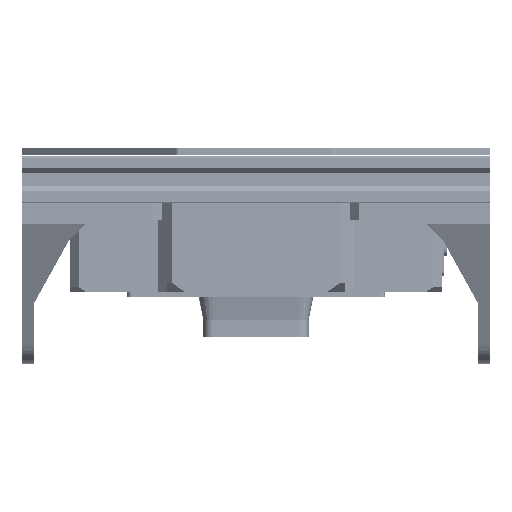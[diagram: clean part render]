
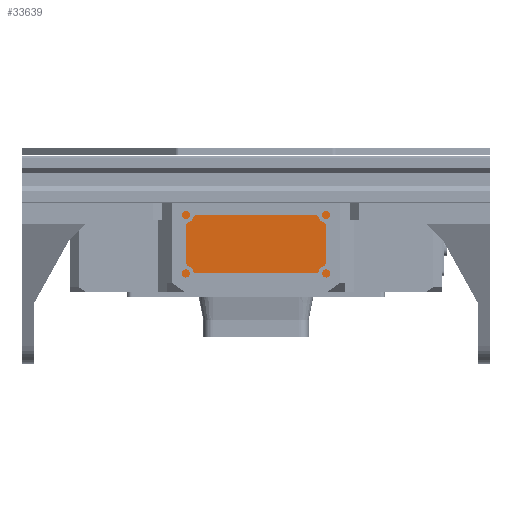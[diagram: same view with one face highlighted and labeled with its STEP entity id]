
A CAD part, left-side view. The second image highlights one B-rep face of the part: STEP entity #33639.
In plain terms, the highlighted planar face has unit normal (-1, 0, 0).
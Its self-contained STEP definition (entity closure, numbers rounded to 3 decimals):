
#5145=FACE_OUTER_BOUND('',#6969,.T.);
#6969=EDGE_LOOP('',(#25150,#25151,#25152,#25153));
#10205=LINE('',#51849,#12931);
#10222=LINE('',#51882,#12948);
#10229=LINE('',#52139,#12955);
#10230=LINE('',#52140,#12956);
#12931=VECTOR('',#39630,10.);
#12948=VECTOR('',#39649,10.);
#12955=VECTOR('',#39900,10.);
#12956=VECTOR('',#39901,10.);
#15744=VERTEX_POINT('',#51846);
#15745=VERTEX_POINT('',#51848);
#15760=VERTEX_POINT('',#51880);
#15888=VERTEX_POINT('',#52138);
#19255=EDGE_CURVE('',#15745,#15744,#10205,.T.);
#19272=EDGE_CURVE('',#15760,#15744,#10222,.T.);
#19400=EDGE_CURVE('',#15760,#15888,#10229,.T.);
#19401=EDGE_CURVE('',#15745,#15888,#10230,.T.);
#25150=ORIENTED_EDGE('',*,*,#19255,.T.);
#25151=ORIENTED_EDGE('',*,*,#19272,.F.);
#25152=ORIENTED_EDGE('',*,*,#19400,.T.);
#25153=ORIENTED_EDGE('',*,*,#19401,.F.);
#32792=PLANE('',#35562);
#33639=ADVANCED_FACE('',(#5145),#32792,.F.);
#35562=AXIS2_PLACEMENT_3D('',#52137,#39898,#39899);
#39630=DIRECTION('',(0.,0.,-1.));
#39649=DIRECTION('',(0.,1.,0.));
#39898=DIRECTION('center_axis',(1.,0.,0.));
#39899=DIRECTION('ref_axis',(0.,-1.,0.));
#39900=DIRECTION('',(0.,0.,1.));
#39901=DIRECTION('',(0.,-1.,0.));
#51846=CARTESIAN_POINT('',(-3.427,75.5,-36.));
#51848=CARTESIAN_POINT('',(-3.427,75.5,0.));
#51849=CARTESIAN_POINT('',(-3.427,75.5,-23.));
#51880=CARTESIAN_POINT('',(-3.427,-75.5,-36.));
#51882=CARTESIAN_POINT('',(-3.427,38.75,-36.));
#52137=CARTESIAN_POINT('Origin',(-3.427,77.5,-23.));
#52138=CARTESIAN_POINT('',(-3.427,-75.5,0.));
#52139=CARTESIAN_POINT('',(-3.427,-75.5,-23.));
#52140=CARTESIAN_POINT('',(-3.427,-34.764,0.));
